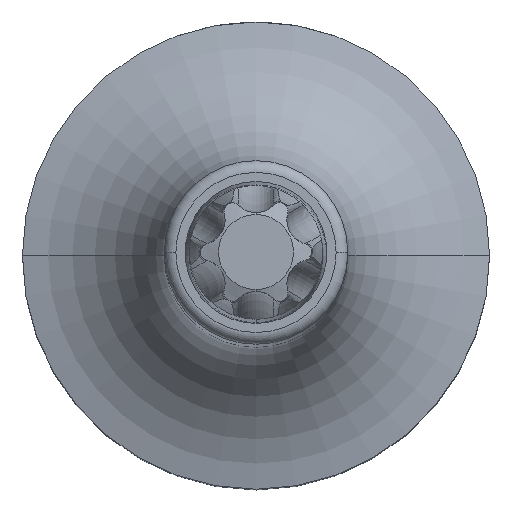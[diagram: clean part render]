
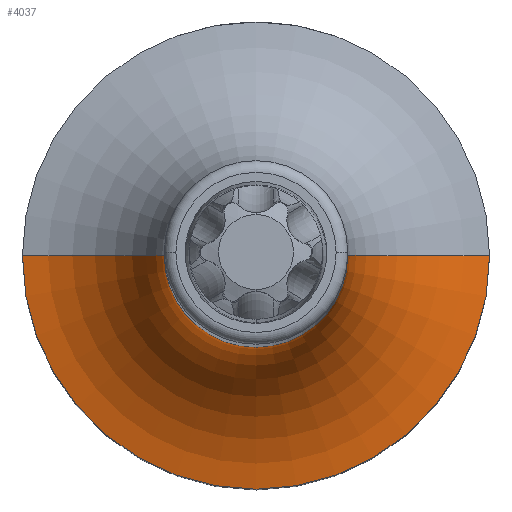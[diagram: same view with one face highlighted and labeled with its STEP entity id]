
A CAD part, top view. The second image highlights one B-rep face of the part: STEP entity #4037.
In plain terms, the highlighted toroidal (fillet/blend) face has major radius 15.5 mm and minor radius 10 mm.
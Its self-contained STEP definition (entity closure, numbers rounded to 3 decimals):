
#3603=CARTESIAN_POINT('',(0.,0.,26.7));
#3604=DIRECTION('',(0.,0.,1.));
#3605=DIRECTION('',(1.,0.,0.));
#3606=AXIS2_PLACEMENT_3D('',#3603,#3604,#3605);
#3611=CARTESIAN_POINT('',(15.5,0.,
36.587));
#3612=DIRECTION('',(0.,1.,0.));
#3613=DIRECTION('',(-0.15,0.,-0.989));
#3614=AXIS2_PLACEMENT_3D('',#3611,#3612,#3613);
#3619=CARTESIAN_POINT('',(-15.5,0.,
36.587));
#3620=DIRECTION('',(0.,-1.,0.));
#3621=DIRECTION('',(0.15,0.,-0.989));
#3622=AXIS2_PLACEMENT_3D('',#3619,#3620,#3621);
#3752=CARTESIAN_POINT('',(0.,0.,36.587));
#3753=DIRECTION('',(0.,0.,1.));
#3754=DIRECTION('',(1.,0.,0.));
#3755=AXIS2_PLACEMENT_3D('',#3752,#3753,#3754);
#3767=CARTESIAN_POINT('',(-14.,0.,26.7));
#3768=CARTESIAN_POINT('',(14.,0.,26.7));
#3769=VERTEX_POINT('',#3767);
#3770=VERTEX_POINT('',#3768);
#3771=CARTESIAN_POINT('',(-5.5,0.,36.587));
#3772=CARTESIAN_POINT('',(5.5,0.,36.587));
#3773=VERTEX_POINT('',#3771);
#3774=VERTEX_POINT('',#3772);
#4023=CARTESIAN_POINT('',(0.,0.,36.587));
#4024=DIRECTION('',(0.,0.,1.));
#4025=DIRECTION('',(1.,0.,0.));
#4026=AXIS2_PLACEMENT_3D('',#4023,#4024,#4025);
#4027=TOROIDAL_SURFACE('',#4026,15.5,10.);
#4028=ORIENTED_EDGE('',*,*,#4017,.F.);
#4030=ORIENTED_EDGE('',*,*,#4029,.T.);
#4032=ORIENTED_EDGE('',*,*,#4031,.T.);
#4034=ORIENTED_EDGE('',*,*,#4033,.F.);
#4035=EDGE_LOOP('',(#4028,#4030,#4032,#4034));
#4036=FACE_OUTER_BOUND('',#4035,.F.);
#4037=ADVANCED_FACE('',(#4036),#4027,.F.);
#3607=CIRCLE('',#3606,14.);
#3615=CIRCLE('',#3614,10.);
#3623=CIRCLE('',#3622,10.);
#3756=CIRCLE('',#3755,5.5);
#4017=EDGE_CURVE('',#3770,#3769,#3607,.T.);
#4029=EDGE_CURVE('',#3770,#3774,#3615,.T.);
#4031=EDGE_CURVE('',#3774,#3773,#3756,.T.);
#4033=EDGE_CURVE('',#3769,#3773,#3623,.T.);
